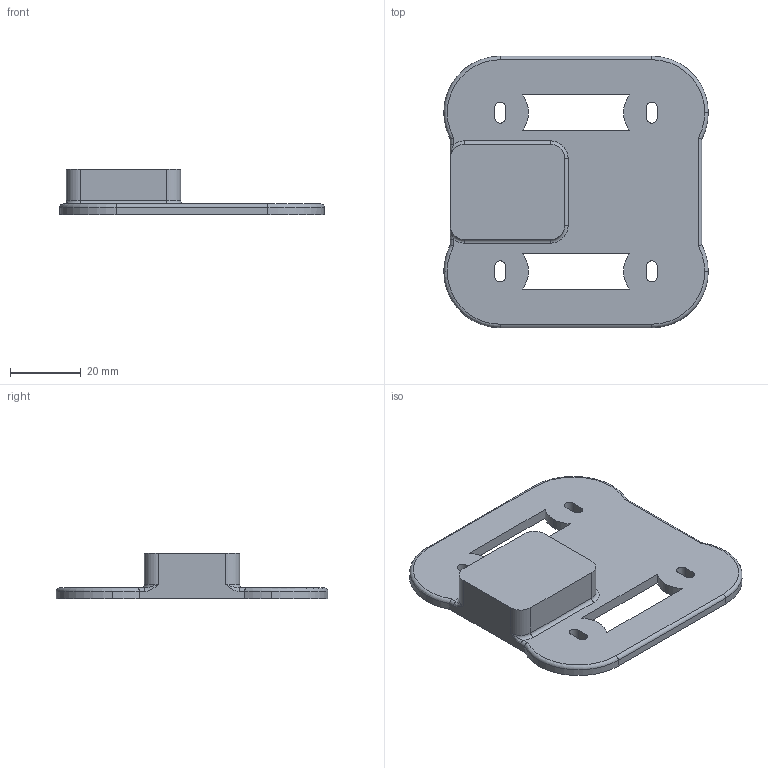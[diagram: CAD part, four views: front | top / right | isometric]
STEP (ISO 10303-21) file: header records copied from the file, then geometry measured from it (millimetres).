
FILE_DESCRIPTION (( 'STEP AP203' ), '1' );
FILE_NAME ('bearing_assembly_plate.step', '2016-02-29T21:25:19', ( '' ), ( '' ), 'SwSTEP 2.0', 'SolidWorks 2015', '' );
FILE_SCHEMA (( 'CONFIG_CONTROL_DESIGN' ));
Length unit declared in the file: millimetre
Products named in the file (1): bearing_assembly_plate
Bounding box: 75 x 77 x 12.8 mm (x, y, z)
Volume: 22784.5 mm3; surface area: 12051.6 mm2
Topology: 1 solids, 1 shells, 66 faces, 176 edges, 110 vertices
Faces by surface type: cylinder 32, plane 22, torus 10, bspline 2
Entity records: 2259 total; most frequent: CARTESIAN_POINT 485, DIRECTION 370, ORIENTED_EDGE 348, EDGE_CURVE 174, AXIS2_PLACEMENT_3D 139, VERTEX_POINT 110, VECTOR 92, LINE 92
